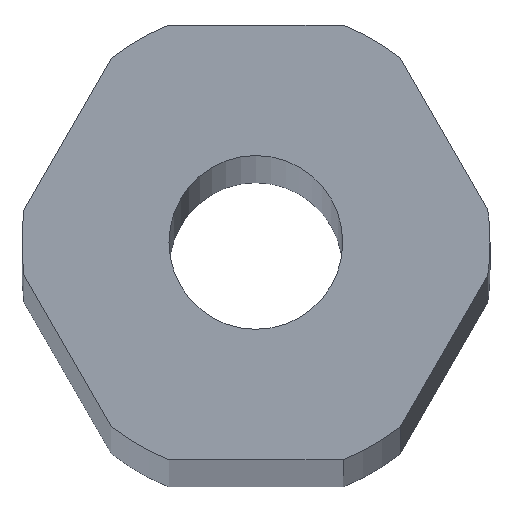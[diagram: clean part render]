
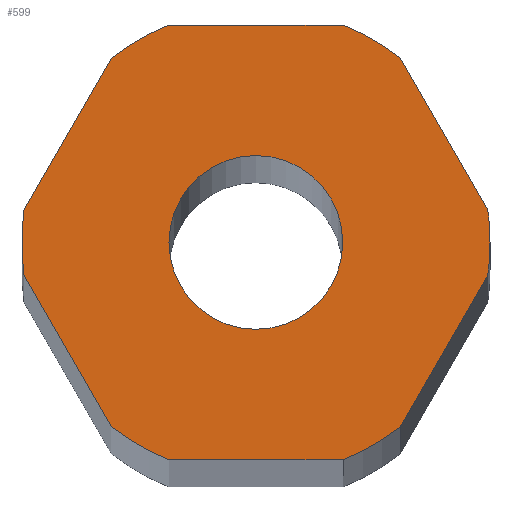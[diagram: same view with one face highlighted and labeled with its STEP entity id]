
A CAD part, top view. The second image highlights one B-rep face of the part: STEP entity #599.
In plain terms, the highlighted planar face has unit normal (0, 0, 1).
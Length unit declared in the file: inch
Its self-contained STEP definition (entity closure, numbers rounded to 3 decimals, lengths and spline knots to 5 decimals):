
#5 = CARTESIAN_POINT ( 'NONE',  ( 0., 0., 9. ) ) ;
#9 = VERTEX_POINT ( 'NONE', #93 ) ;
#10 = DIRECTION ( 'NONE',  ( 1., 0., 0. ) ) ;
#14 = CARTESIAN_POINT ( 'NONE',  ( 0.10077, 0.251, 9. ) ) ;
#28 = VERTEX_POINT ( 'NONE', #122 ) ;
#35 = CIRCLE ( 'NONE', #357, 0.10039 ) ;
#36 = DIRECTION ( 'NONE',  ( 1., 0., 0. ) ) ;
#43 = CARTESIAN_POINT ( 'NONE',  ( 0.16699, 0.21277, 9. ) ) ;
#47 = DIRECTION ( 'NONE',  ( 1., 0., 0. ) ) ;
#54 = VERTEX_POINT ( 'NONE', #89 ) ;
#57 = VERTEX_POINT ( 'NONE', #72 ) ;
#59 = FACE_OUTER_BOUND ( 'NONE', #331, .T. ) ;
#60 = LINE ( 'NONE', #540, #385 ) ;
#66 = VERTEX_POINT ( 'NONE', #173 ) ;
#72 = CARTESIAN_POINT ( 'NONE',  ( -0.26776, -0.03823, 9. ) ) ;
#77 = DIRECTION ( 'NONE',  ( 1., 0., 0. ) ) ;
#82 = CARTESIAN_POINT ( 'NONE',  ( 0., 0., 9. ) ) ;
#85 = CIRCLE ( 'NONE', #363, 0.27047 ) ;
#87 = CIRCLE ( 'NONE', #300, 0.27047 ) ;
#89 = CARTESIAN_POINT ( 'NONE',  ( -0.16699, 0.21277, 9. ) ) ;
#93 = CARTESIAN_POINT ( 'NONE',  ( 0.10077, -0.251, 9. ) ) ;
#98 = CIRCLE ( 'NONE', #303, 0.27047 ) ;
#105 = VERTEX_POINT ( 'NONE', #14 ) ;
#106 = VERTEX_POINT ( 'NONE', #43 ) ;
#115 = CIRCLE ( 'NONE', #297, 0.10039 ) ;
#118 = CIRCLE ( 'NONE', #308, 0.27047 ) ;
#122 = CARTESIAN_POINT ( 'NONE',  ( 0.27047, 0., 9. ) ) ;
#132 = CIRCLE ( 'NONE', #499, 0.27047 ) ;
#139 = LINE ( 'NONE', #558, #399 ) ;
#141 = VERTEX_POINT ( 'NONE', #510 ) ;
#142 = VECTOR ( 'NONE', #240, 39.37008 ) ;
#146 = EDGE_LOOP ( 'NONE', ( #215, #503 ) ) ;
#151 = VERTEX_POINT ( 'NONE', #412 ) ;
#156 = LINE ( 'NONE', #586, #142 ) ;
#157 = CIRCLE ( 'NONE', #312, 0.27047 ) ;
#165 = CIRCLE ( 'NONE', #314, 0.27047 ) ;
#173 = CARTESIAN_POINT ( 'NONE',  ( -0.10077, -0.251, 9. ) ) ;
#194 = VERTEX_POINT ( 'NONE', #421 ) ;
#196 = EDGE_CURVE ( 'NONE', #66, #9, #139, .T. ) ;
#199 = CARTESIAN_POINT ( 'NONE',  ( 0., 0., 9. ) ) ;
#202 = EDGE_CURVE ( 'NONE', #232, #106, #526, .T. ) ;
#205 = EDGE_CURVE ( 'NONE', #194, #222, #35, .T. ) ;
#215 = ORIENTED_EDGE ( 'NONE', *, *, #205, .F. ) ;
#220 = CARTESIAN_POINT ( 'NONE',  ( -0.14491, 0.251, 9. ) ) ;
#222 = VERTEX_POINT ( 'NONE', #542 ) ;
#224 = AXIS2_PLACEMENT_3D ( 'NONE', #309, #270, #330 ) ;
#232 = VERTEX_POINT ( 'NONE', #554 ) ;
#240 = DIRECTION ( 'NONE',  ( -1., 0., 0. ) ) ;
#241 = VERTEX_POINT ( 'NONE', #523 ) ;
#250 = CARTESIAN_POINT ( 'NONE',  ( 0., 0., 9. ) ) ;
#252 = DIRECTION ( 'NONE',  ( 1., 0., 0. ) ) ;
#263 = DIRECTION ( 'NONE',  ( 0., 0., 1. ) ) ;
#270 = DIRECTION ( 'NONE',  ( 0., 0., 1. ) ) ;
#297 = AXIS2_PLACEMENT_3D ( 'NONE', #463, #459, #393 ) ;
#300 = AXIS2_PLACEMENT_3D ( 'NONE', #551, #336, #457 ) ;
#301 = DIRECTION ( 'NONE',  ( 0., 0., 1. ) ) ;
#303 = AXIS2_PLACEMENT_3D ( 'NONE', #342, #301, #345 ) ;
#304 = VERTEX_POINT ( 'NONE', #447 ) ;
#308 = AXIS2_PLACEMENT_3D ( 'NONE', #317, #505, #36 ) ;
#309 = CARTESIAN_POINT ( 'NONE',  ( 0., 0., 9. ) ) ;
#312 = AXIS2_PLACEMENT_3D ( 'NONE', #5, #583, #47 ) ;
#314 = AXIS2_PLACEMENT_3D ( 'NONE', #250, #263, #77 ) ;
#316 = ORIENTED_EDGE ( 'NONE', *, *, #411, .T. ) ;
#317 = CARTESIAN_POINT ( 'NONE',  ( 0., 0., 9. ) ) ;
#321 = PLANE ( 'NONE',  #224 ) ;
#330 = DIRECTION ( 'NONE',  ( 1., 0., 0. ) ) ;
#331 = EDGE_LOOP ( 'NONE', ( #362, #492, #589, #382, #434, #533, #544, #470, #520, #518, #543, #455, #316 ) ) ;
#332 = DIRECTION ( 'NONE',  ( -0.5, -0.866, 0. ) ) ;
#334 = EDGE_CURVE ( 'NONE', #151, #141, #590, .T. ) ;
#336 = DIRECTION ( 'NONE',  ( 0., 0., 1. ) ) ;
#339 = EDGE_CURVE ( 'NONE', #304, #54, #85, .T. ) ;
#342 = CARTESIAN_POINT ( 'NONE',  ( 0., 0., 9. ) ) ;
#345 = DIRECTION ( 'NONE',  ( 1., 0., 0. ) ) ;
#347 = EDGE_CURVE ( 'NONE', #524, #57, #165, .T. ) ;
#351 = EDGE_CURVE ( 'NONE', #141, #28, #157, .T. ) ;
#352 = CARTESIAN_POINT ( 'NONE',  ( -0.26776, 0.03823, 9. ) ) ;
#357 = AXIS2_PLACEMENT_3D ( 'NONE', #527, #525, #432 ) ;
#362 = ORIENTED_EDGE ( 'NONE', *, *, #202, .T. ) ;
#363 = AXIS2_PLACEMENT_3D ( 'NONE', #199, #614, #252 ) ;
#368 = LINE ( 'NONE', #220, #478 ) ;
#371 = CARTESIAN_POINT ( 'NONE',  ( 0.14491, -0.251, 9. ) ) ;
#374 = EDGE_CURVE ( 'NONE', #105, #304, #156, .T. ) ;
#382 = ORIENTED_EDGE ( 'NONE', *, *, #339, .T. ) ;
#385 = VECTOR ( 'NONE', #387, 39.37008 ) ;
#387 = DIRECTION ( 'NONE',  ( 0.5, -0.866, 0. ) ) ;
#390 = EDGE_CURVE ( 'NONE', #241, #66, #118, .T. ) ;
#393 = DIRECTION ( 'NONE',  ( 1., 0., 0. ) ) ;
#399 = VECTOR ( 'NONE', #567, 39.37008 ) ;
#403 = DIRECTION ( 'NONE',  ( 0., 0., 1. ) ) ;
#407 = EDGE_CURVE ( 'NONE', #9, #151, #98, .T. ) ;
#411 = EDGE_CURVE ( 'NONE', #28, #232, #87, .T. ) ;
#412 = CARTESIAN_POINT ( 'NONE',  ( 0.16699, -0.21277, 9. ) ) ;
#417 = EDGE_CURVE ( 'NONE', #222, #194, #115, .T. ) ;
#421 = CARTESIAN_POINT ( 'NONE',  ( 0.10039, 0., 9. ) ) ;
#425 = CARTESIAN_POINT ( 'NONE',  ( 0.28983, 0., 9. ) ) ;
#432 = DIRECTION ( 'NONE',  ( 1., 0., 0. ) ) ;
#434 = ORIENTED_EDGE ( 'NONE', *, *, #454, .T. ) ;
#440 = EDGE_CURVE ( 'NONE', #57, #241, #60, .T. ) ;
#445 = DIRECTION ( 'NONE',  ( -0.5, 0.866, 0. ) ) ;
#447 = CARTESIAN_POINT ( 'NONE',  ( -0.10077, 0.251, 9. ) ) ;
#454 = EDGE_CURVE ( 'NONE', #54, #524, #368, .T. ) ;
#455 = ORIENTED_EDGE ( 'NONE', *, *, #351, .T. ) ;
#457 = DIRECTION ( 'NONE',  ( 1., 0., 0. ) ) ;
#459 = DIRECTION ( 'NONE',  ( 0., 0., 1. ) ) ;
#463 = CARTESIAN_POINT ( 'NONE',  ( 0., 0., 9. ) ) ;
#470 = ORIENTED_EDGE ( 'NONE', *, *, #390, .T. ) ;
#478 = VECTOR ( 'NONE', #332, 39.37008 ) ;
#492 = ORIENTED_EDGE ( 'NONE', *, *, #619, .T. ) ;
#496 = FACE_BOUND ( 'NONE', #146, .T. ) ;
#499 = AXIS2_PLACEMENT_3D ( 'NONE', #82, #403, #10 ) ;
#501 = DIRECTION ( 'NONE',  ( 0.5, 0.866, 0. ) ) ;
#503 = ORIENTED_EDGE ( 'NONE', *, *, #417, .F. ) ;
#505 = DIRECTION ( 'NONE',  ( 0., 0., 1. ) ) ;
#510 = CARTESIAN_POINT ( 'NONE',  ( 0.26776, -0.03823, 9. ) ) ;
#512 = VECTOR ( 'NONE', #501, 39.37008 ) ;
#518 = ORIENTED_EDGE ( 'NONE', *, *, #407, .T. ) ;
#520 = ORIENTED_EDGE ( 'NONE', *, *, #196, .T. ) ;
#523 = CARTESIAN_POINT ( 'NONE',  ( -0.16699, -0.21277, 9. ) ) ;
#524 = VERTEX_POINT ( 'NONE', #352 ) ;
#525 = DIRECTION ( 'NONE',  ( 0., 0., 1. ) ) ;
#526 = LINE ( 'NONE', #425, #561 ) ;
#527 = CARTESIAN_POINT ( 'NONE',  ( 0., 0., 9. ) ) ;
#533 = ORIENTED_EDGE ( 'NONE', *, *, #347, .T. ) ;
#540 = CARTESIAN_POINT ( 'NONE',  ( -0.28983, 0., 9. ) ) ;
#542 = CARTESIAN_POINT ( 'NONE',  ( -0.10039, 0., 9. ) ) ;
#543 = ORIENTED_EDGE ( 'NONE', *, *, #334, .T. ) ;
#544 = ORIENTED_EDGE ( 'NONE', *, *, #440, .T. ) ;
#551 = CARTESIAN_POINT ( 'NONE',  ( 0., 0., 9. ) ) ;
#554 = CARTESIAN_POINT ( 'NONE',  ( 0.26776, 0.03823, 9. ) ) ;
#558 = CARTESIAN_POINT ( 'NONE',  ( -0.14491, -0.251, 9. ) ) ;
#561 = VECTOR ( 'NONE', #445, 39.37008 ) ;
#567 = DIRECTION ( 'NONE',  ( 1., 0., 0. ) ) ;
#583 = DIRECTION ( 'NONE',  ( 0., 0., 1. ) ) ;
#586 = CARTESIAN_POINT ( 'NONE',  ( 0.14491, 0.251, 9. ) ) ;
#589 = ORIENTED_EDGE ( 'NONE', *, *, #374, .T. ) ;
#590 = LINE ( 'NONE', #371, #512 ) ;
#599 = ADVANCED_FACE ( 'NONE', ( #496, #59 ), #321, .T. ) ;
#614 = DIRECTION ( 'NONE',  ( 0., 0., 1. ) ) ;
#619 = EDGE_CURVE ( 'NONE', #106, #105, #132, .T. ) ;
